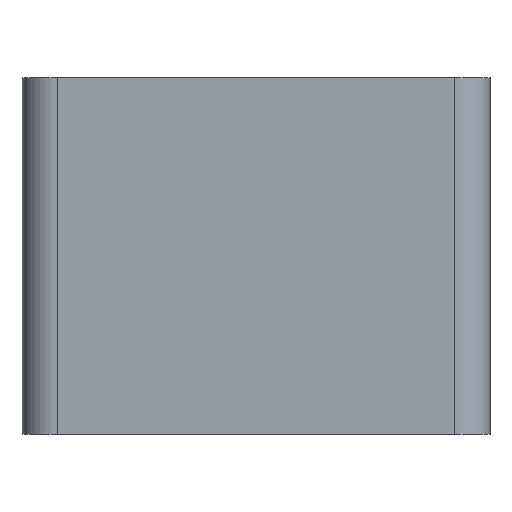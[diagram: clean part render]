
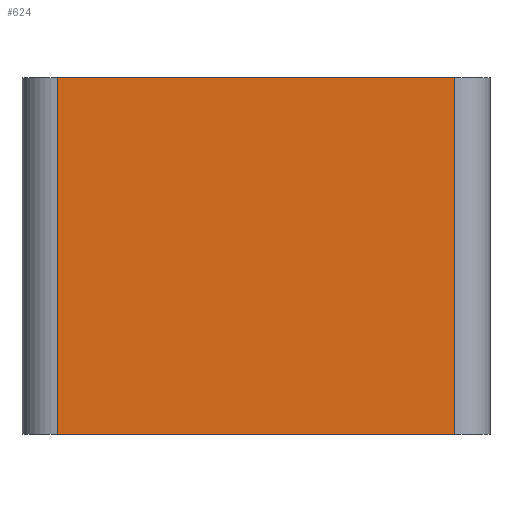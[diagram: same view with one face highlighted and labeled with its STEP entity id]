
A CAD part, front view. The second image highlights one B-rep face of the part: STEP entity #624.
In plain terms, the highlighted planar face has unit normal (0, -1, 0).
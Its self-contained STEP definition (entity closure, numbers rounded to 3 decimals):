
#20=DIRECTION('',(1.,0.,0.));
#21=VECTOR('',#20,68.);
#22=CARTESIAN_POINT('',(-34.,0.,-30.5));
#23=LINE('',#22,#21);
#150=DIRECTION('',(0.,0.,1.));
#151=VECTOR('',#150,61.);
#152=CARTESIAN_POINT('',(34.,0.,-30.5));
#153=LINE('',#152,#151);
#154=DIRECTION('',(0.,0.,1.));
#155=VECTOR('',#154,61.);
#156=CARTESIAN_POINT('',(-34.,0.,-30.5));
#157=LINE('',#156,#155);
#240=DIRECTION('',(1.,0.,0.));
#241=VECTOR('',#240,68.);
#242=CARTESIAN_POINT('',(-34.,0.,30.5));
#243=LINE('',#242,#241);
#266=CARTESIAN_POINT('',(-34.,0.,-30.5));
#267=VERTEX_POINT('',#266);
#268=CARTESIAN_POINT('',(34.,0.,-30.5));
#269=VERTEX_POINT('',#268);
#306=CARTESIAN_POINT('',(-34.,0.,30.5));
#307=VERTEX_POINT('',#306);
#308=CARTESIAN_POINT('',(34.,0.,30.5));
#309=VERTEX_POINT('',#308);
#611=CARTESIAN_POINT('',(-34.,0.,-30.5));
#612=DIRECTION('',(0.,-1.,0.));
#613=DIRECTION('',(1.,0.,0.));
#614=AXIS2_PLACEMENT_3D('',#611,#612,#613);
#615=PLANE('',#614);
#616=ORIENTED_EDGE('',*,*,#351,.F.);
#618=ORIENTED_EDGE('',*,*,#617,.T.);
#620=ORIENTED_EDGE('',*,*,#619,.T.);
#621=ORIENTED_EDGE('',*,*,#603,.F.);
#622=EDGE_LOOP('',(#616,#618,#620,#621));
#623=FACE_OUTER_BOUND('',#622,.F.);
#624=ADVANCED_FACE('',(#623),#615,.T.);
#351=EDGE_CURVE('',#267,#269,#23,.T.);
#603=EDGE_CURVE('',#269,#309,#153,.T.);
#617=EDGE_CURVE('',#267,#307,#157,.T.);
#619=EDGE_CURVE('',#307,#309,#243,.T.);
